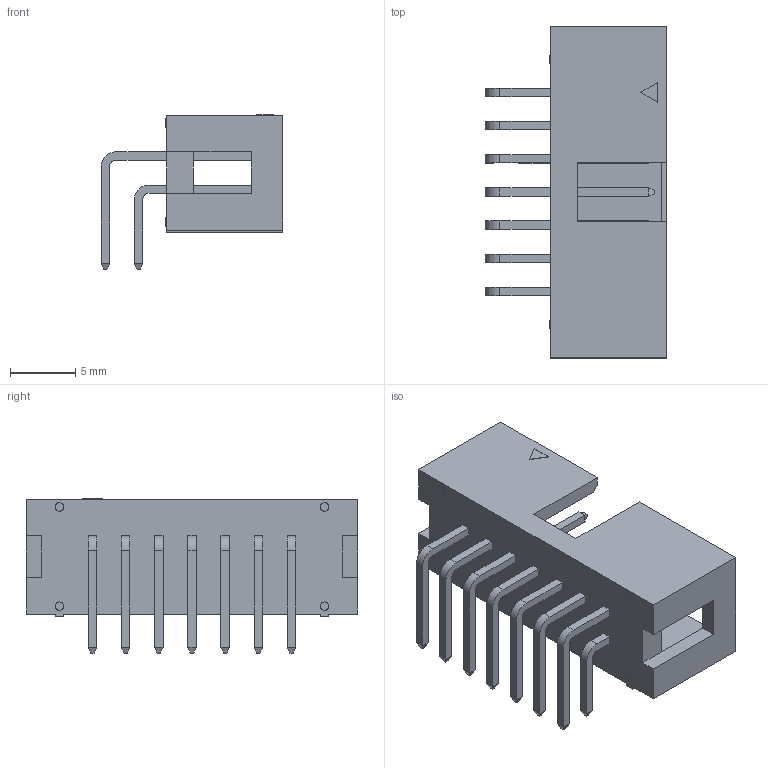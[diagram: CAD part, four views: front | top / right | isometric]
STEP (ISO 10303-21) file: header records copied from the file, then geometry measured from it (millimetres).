
FILE_DESCRIPTION(('FreeCAD Model'),'2;1');
FILE_NAME('Header_14pos_2rows_RightAngle_Shrouded.step','2019-02-24T09:54:22',( 'kicad StepUp'),('ksu MCAD'),'Open CASCADE STEP processor 7.2', 'FreeCAD','Unknown');
FILE_SCHEMA(('AUTOMOTIVE_DESIGN { 1 0 10303 214 1 1 1 1 }'));
Length unit declared in the file: millimetre
Products named in the file (1): Header_14pos_2rows_RightAngle_Shrouded
Bounding box: 13.9 x 25.4 x 11.83 mm (x, y, z)
Surface area: 2049.9 mm2 (no closed solid volume)
Topology: 0 solids, 452 shells, 452 faces, 2112 edges, 2108 vertices
Faces by surface type: bspline 416, revolution 36
Entity records: 24527 total; most frequent: CARTESIAN_POINT 6341, ORIENTED_EDGE 2112, EDGE_CURVE 2112, VERTEX_POINT 2108, DIRECTION 1946, LINE 1620, VECTOR 1620, FACE_BOUND 486
